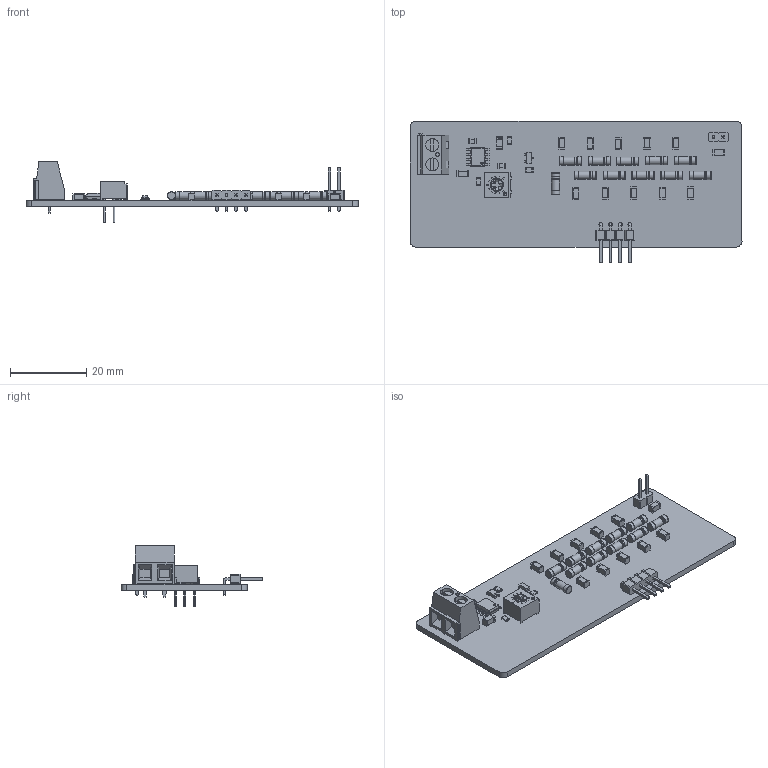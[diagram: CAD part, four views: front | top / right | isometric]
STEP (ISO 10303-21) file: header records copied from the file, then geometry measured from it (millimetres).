
FILE_DESCRIPTION(('KiCad electronic assembly'),'2;1');
FILE_NAME('2024_NE555_ChargePump.step','2024-06-27T01:45:08',('Pcbnew'), ('Kicad'),'Open CASCADE STEP processor 7.7','KiCad to STEP converter', 'Unknown');
FILE_SCHEMA(('AUTOMOTIVE_DESIGN { 1 0 10303 214 1 1 1 1 }'));
Length unit declared in the file: millimetre
Products named in the file (24): 2024_NE555_ChargePump 1; D_MELF; D_MELF_Standard; C_1206_3216Metric; R_0805_2012Metric; PinHeader_1x02_P2.54mm_Vertical; PinHeader_1x02_P254mm_Vertical; TerminalBlock_508mm; 282837-2; C_0805_2012Metric; PinHeader_1x04_P2.54mm_Horizontal; PinHeader_1x04_P254mm_Horizontal; Trim_Pot_100k; 3362P-1-103; SOIC-8_3.9x4.9mm_P1.27mm; SOIC_8_39x49mm_P127mm; MMBT2222; BSS138-13-F; LED_1206_3216Metric; 2024_NE555_ChargePump_PCB
Assembly tree (47 placements, depth 3):
  2024_NE555_ChargePump 1
    D_MELF  x11
      D_MELF_Standard
    C_1206_3216Metric  x12
      C_1206_3216Metric
    R_0805_2012Metric  x3
      R_0805_2012Metric
    PinHeader_1x02_P2.54mm_Vertical
      PinHeader_1x02_P254mm_Vertical
    TerminalBlock_508mm
      282837-2
    C_0805_2012Metric  x2
      C_0805_2012Metric
    PinHeader_1x04_P2.54mm_Horizontal
      PinHeader_1x04_P254mm_Horizontal
    Trim_Pot_100k
      3362P-1-103
    SOIC-8_3.9x4.9mm_P1.27mm
      SOIC_8_39x49mm_P127mm
    MMBT2222
      BSS138-13-F
    LED_1206_3216Metric
      LED_1206_3216Metric
    2024_NE555_ChargePump_PCB
Bounding box: 87 x 37.16 x 15.84 mm (x, y, z)
Volume: 5882.8 mm3; surface area: 8459.5 mm2
Topology: 47 solids, 47 shells, 1319 faces, 3226 edges, 2097 vertices
Faces by surface type: plane 883, cylinder 380, bspline 32, revolution 22, cone 2
Full cylindrical faces by diameter (mm): 0.6 x1, 0.714 x3, 1 x6, 1.52 x2, 2.1 x22, 2.12 x11, 2.2 x22
Entity records: 27784 total; most frequent: CARTESIAN_POINT 4346, ORIENTED_EDGE 4072, DIRECTION 3992, EDGE_CURVE 2036, LINE 1640, VECTOR 1640, VERTEX_POINT 1313, AXIS2_PLACEMENT_3D 1175
